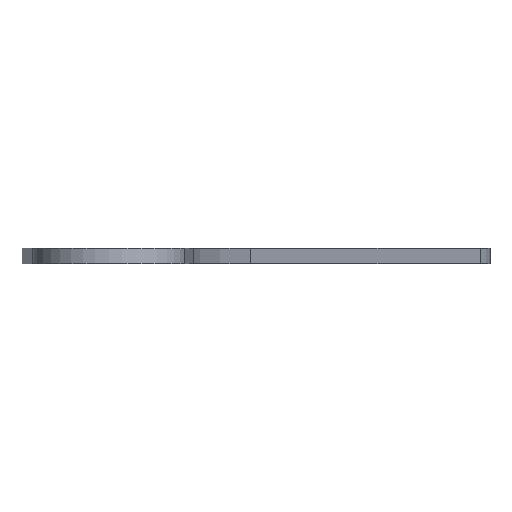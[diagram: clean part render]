
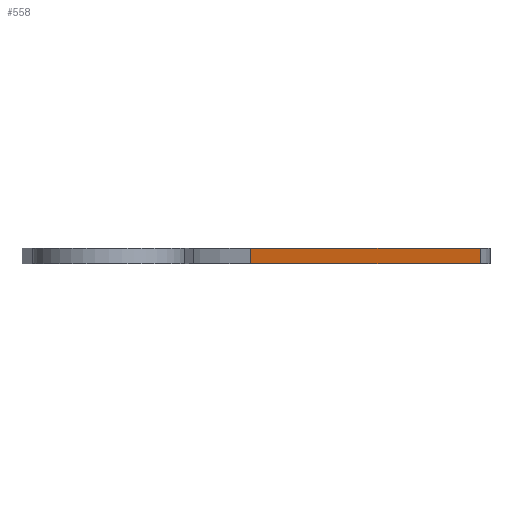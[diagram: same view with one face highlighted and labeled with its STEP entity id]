
A CAD part, left-side view. The second image highlights one B-rep face of the part: STEP entity #558.
In plain terms, the highlighted planar face has unit normal (-0.485, -0.875, 0).
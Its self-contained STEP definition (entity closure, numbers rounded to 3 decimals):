
#23 = LINE ( 'NONE', #394, #150 ) ;
#64 = ORIENTED_EDGE ( 'NONE', *, *, #1130, .T. ) ;
#150 = VECTOR ( 'NONE', #770, 1000. ) ;
#187 = VECTOR ( 'NONE', #444, 1000. ) ;
#222 = AXIS2_PLACEMENT_3D ( 'NONE', #354, #374, #549 ) ;
#244 = EDGE_CURVE ( 'NONE', #959, #677, #1198, .T. ) ;
#250 = CARTESIAN_POINT ( 'NONE',  ( 161.085, -121.865, 0. ) ) ;
#354 = CARTESIAN_POINT ( 'NONE',  ( 161.085, -121.865, -5. ) ) ;
#374 = DIRECTION ( 'NONE',  ( -0.485, -0.875, 0. ) ) ;
#386 = DIRECTION ( 'NONE',  ( 0., 0., 1. ) ) ;
#394 = CARTESIAN_POINT ( 'NONE',  ( 161.085, -121.865, -5. ) ) ;
#400 = VERTEX_POINT ( 'NONE', #1007 ) ;
#424 = EDGE_CURVE ( 'NONE', #458, #677, #899, .T. ) ;
#436 = VECTOR ( 'NONE', #702, 1000. ) ;
#444 = DIRECTION ( 'NONE',  ( 0.875, -0.485, 0. ) ) ;
#458 = VERTEX_POINT ( 'NONE', #904 ) ;
#518 = CARTESIAN_POINT ( 'NONE',  ( 161.085, -121.865, -5. ) ) ;
#549 = DIRECTION ( 'NONE',  ( 0.875, -0.485, 0. ) ) ;
#558 = ADVANCED_FACE ( 'NONE', ( #941 ), #636, .T. ) ;
#636 = PLANE ( 'NONE',  #222 ) ;
#677 = VERTEX_POINT ( 'NONE', #953 ) ;
#702 = DIRECTION ( 'NONE',  ( 0., 0., 1. ) ) ;
#770 = DIRECTION ( 'NONE',  ( 0.875, -0.485, 0. ) ) ;
#782 = EDGE_LOOP ( 'NONE', ( #977, #876, #64, #1192 ) ) ;
#837 = EDGE_CURVE ( 'NONE', #400, #458, #885, .T. ) ;
#876 = ORIENTED_EDGE ( 'NONE', *, *, #837, .F. ) ;
#885 = LINE ( 'NONE', #998, #436 ) ;
#899 = LINE ( 'NONE', #250, #187 ) ;
#904 = CARTESIAN_POINT ( 'NONE',  ( 25.11, -46.494, 0. ) ) ;
#941 = FACE_OUTER_BOUND ( 'NONE', #782, .T. ) ;
#953 = CARTESIAN_POINT ( 'NONE',  ( 161.085, -121.865, 0. ) ) ;
#959 = VERTEX_POINT ( 'NONE', #518 ) ;
#977 = ORIENTED_EDGE ( 'NONE', *, *, #424, .F. ) ;
#998 = CARTESIAN_POINT ( 'NONE',  ( 25.11, -46.494, -5. ) ) ;
#1007 = CARTESIAN_POINT ( 'NONE',  ( 25.11, -46.494, -5. ) ) ;
#1111 = CARTESIAN_POINT ( 'NONE',  ( 161.085, -121.865, -5. ) ) ;
#1117 = VECTOR ( 'NONE', #386, 1000. ) ;
#1130 = EDGE_CURVE ( 'NONE', #400, #959, #23, .T. ) ;
#1192 = ORIENTED_EDGE ( 'NONE', *, *, #244, .T. ) ;
#1198 = LINE ( 'NONE', #1111, #1117 ) ;
